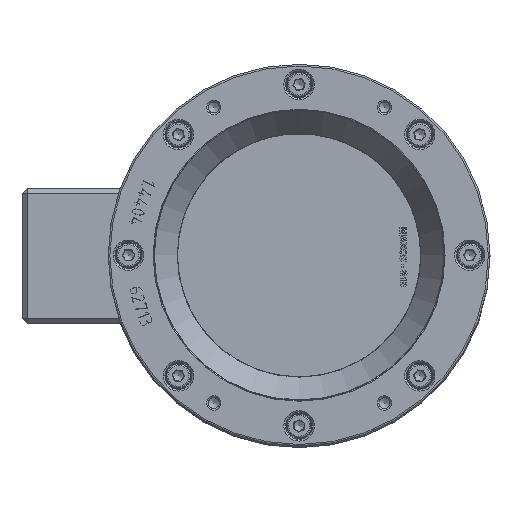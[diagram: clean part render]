
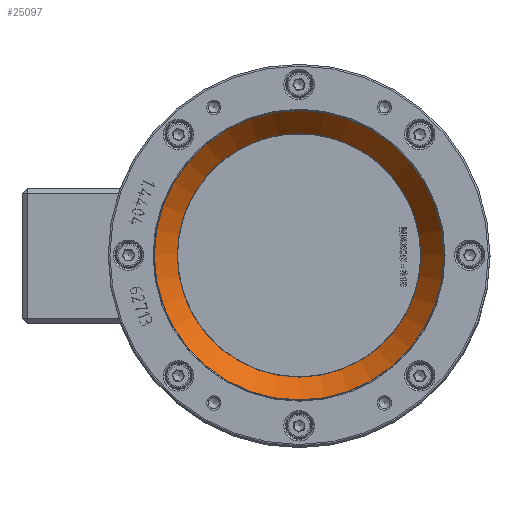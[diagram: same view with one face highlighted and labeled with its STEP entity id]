
A CAD part, top view. The second image highlights one B-rep face of the part: STEP entity #25097.
In plain terms, the highlighted conical face has half-angle 34.992 degrees and reference radius 39.5 mm.
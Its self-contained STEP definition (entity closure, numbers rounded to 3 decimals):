
#2999=CONICAL_SURFACE('',#27486,39.5,0.611);
#3580=LINE('',#41140,#4846);
#4846=VECTOR('',#31271,39.5);
#6366=FACE_OUTER_BOUND('',#8017,.T.);
#8017=EDGE_LOOP('',(#18953,#18954,#18955,#18956));
#9668=CIRCLE('',#27484,42.829);
#9669=CIRCLE('',#27487,36.054);
#11292=VERTEX_POINT('',#41133);
#11293=VERTEX_POINT('',#41139);
#14100=EDGE_CURVE('',#11292,#11292,#9668,.T.);
#14102=EDGE_CURVE('',#11292,#11293,#3580,.T.);
#14103=EDGE_CURVE('',#11293,#11293,#9669,.T.);
#18953=ORIENTED_EDGE('',*,*,#14100,.F.);
#18954=ORIENTED_EDGE('',*,*,#14102,.T.);
#18955=ORIENTED_EDGE('',*,*,#14103,.F.);
#18956=ORIENTED_EDGE('',*,*,#14102,.F.);
#25097=ADVANCED_FACE('',(#6366),#2999,.F.);
#27484=AXIS2_PLACEMENT_3D('',#41135,#31264,#31265);
#27486=AXIS2_PLACEMENT_3D('',#41138,#31269,#31270);
#27487=AXIS2_PLACEMENT_3D('',#41141,#31272,#31273);
#31264=DIRECTION('center_axis',(0.,0.,1.));
#31265=DIRECTION('ref_axis',(1.,0.,0.));
#31269=DIRECTION('center_axis',(0.,0.,-1.));
#31270=DIRECTION('ref_axis',(1.,0.,0.));
#31271=DIRECTION('',(0.573,0.,0.819));
#31272=DIRECTION('center_axis',(0.,0.,-1.));
#31273=DIRECTION('ref_axis',(1.,0.,0.));
#41133=CARTESIAN_POINT('',(-42.829,0.,0.244));
#41135=CARTESIAN_POINT('Origin',(0.,0.,0.244));
#41138=CARTESIAN_POINT('Origin',(0.,0.,5.));
#41139=CARTESIAN_POINT('',(-36.054,0.,9.923));
#41140=CARTESIAN_POINT('',(-39.5,0.,5.));
#41141=CARTESIAN_POINT('Origin',(0.,0.,9.923));
